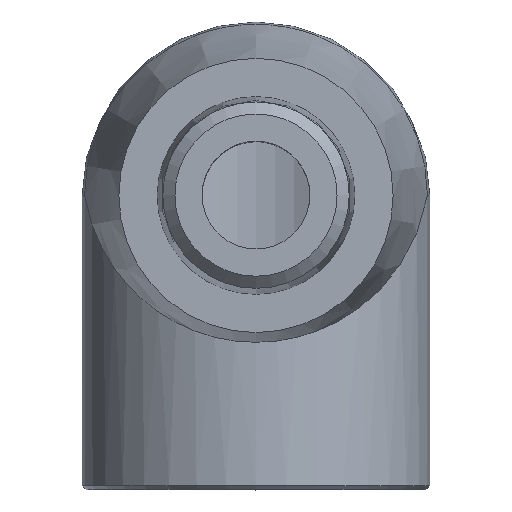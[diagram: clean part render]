
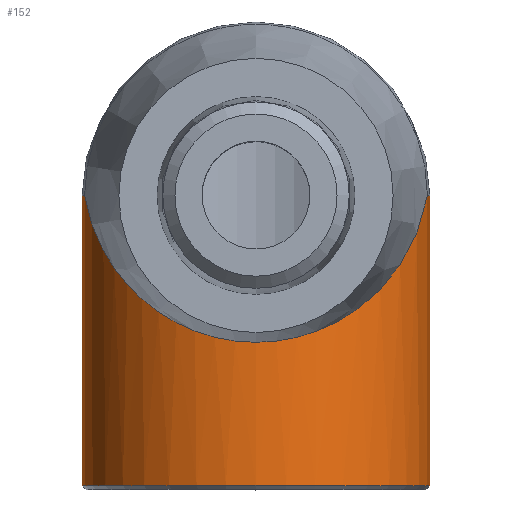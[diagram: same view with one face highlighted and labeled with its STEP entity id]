
A CAD part, top view. The second image highlights one B-rep face of the part: STEP entity #152.
In plain terms, the highlighted cylindrical face has radius 8.875 mm (diameter 17.75 mm), a full revolution.
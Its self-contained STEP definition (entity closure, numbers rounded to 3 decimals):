
#17=ELLIPSE('',#175,12.642,8.875);
#18=CYLINDRICAL_SURFACE('',#174,8.875);
#29=FACE_BOUND('',#60,.T.);
#41=FACE_OUTER_BOUND('',#59,.T.);
#59=EDGE_LOOP('',(#123,#124));
#60=EDGE_LOOP('',(#125));
#78=CIRCLE('',#170,8.875);
#81=CIRCLE('',#176,8.875);
#90=VERTEX_POINT('',#255);
#93=VERTEX_POINT('',#263);
#94=VERTEX_POINT('',#264);
#103=EDGE_CURVE('',#90,#90,#78,.T.);
#106=EDGE_CURVE('',#93,#94,#17,.T.);
#107=EDGE_CURVE('',#94,#93,#81,.T.);
#123=ORIENTED_EDGE('',*,*,#106,.T.);
#124=ORIENTED_EDGE('',*,*,#107,.T.);
#125=ORIENTED_EDGE('',*,*,#103,.F.);
#152=ADVANCED_FACE('',(#41,#29),#18,.T.);
#170=AXIS2_PLACEMENT_3D('',#256,#206,#207);
#174=AXIS2_PLACEMENT_3D('',#262,#214,#215);
#175=AXIS2_PLACEMENT_3D('',#265,#216,#217);
#176=AXIS2_PLACEMENT_3D('',#266,#218,#219);
#206=DIRECTION('center_axis',(0.,-1.,0.));
#207=DIRECTION('ref_axis',(0.,0.,1.));
#214=DIRECTION('center_axis',(0.,-1.,0.));
#215=DIRECTION('ref_axis',(0.,0.,-1.));
#216=DIRECTION('center_axis',(0.,-0.702,-0.712));
#217=DIRECTION('ref_axis',(0.,-0.712,0.702));
#218=DIRECTION('center_axis',(0.,-1.,0.));
#219=DIRECTION('ref_axis',(1.,0.,0.));
#255=CARTESIAN_POINT('',(0.,-14.8,-8.875));
#256=CARTESIAN_POINT('Origin',(0.,-14.8,0.));
#262=CARTESIAN_POINT('Origin',(0.,-7.5,0.));
#263=CARTESIAN_POINT('',(8.749,0.,1.491));
#264=CARTESIAN_POINT('',(-8.749,0.,1.491));
#265=CARTESIAN_POINT('Origin',(0.,1.513,0.));
#266=CARTESIAN_POINT('Origin',(0.,0.,0.));
